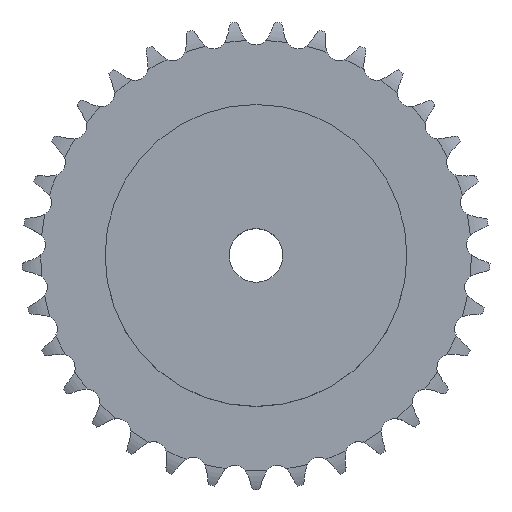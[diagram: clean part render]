
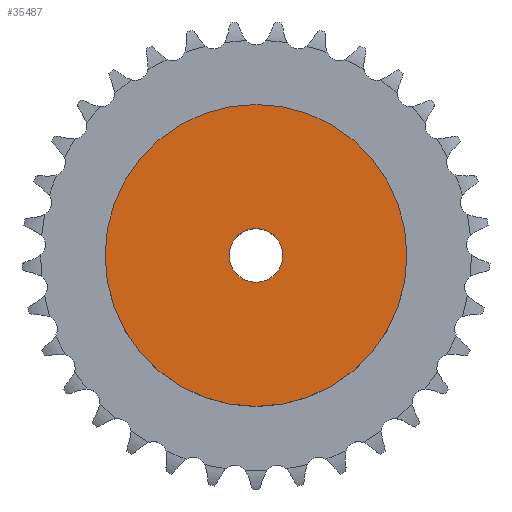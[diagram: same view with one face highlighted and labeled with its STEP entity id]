
A CAD part, top view. The second image highlights one B-rep face of the part: STEP entity #35487.
In plain terms, the highlighted planar face has unit normal (0, 0, 1).
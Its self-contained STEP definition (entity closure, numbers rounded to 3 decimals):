
#4197 = CYLINDRICAL_SURFACE('',#4198,45.);
#4198 = AXIS2_PLACEMENT_3D('',#4199,#4200,#4201);
#4199 = CARTESIAN_POINT('',(0.,0.,0.));
#4200 = DIRECTION('',(-0.,-0.,-1.));
#4201 = DIRECTION('',(1.,0.,0.));
#22252 = VERTEX_POINT('',#22253);
#22253 = CARTESIAN_POINT('',(45.,0.,30.));
#22274 = EDGE_CURVE('',#22252,#22252,#22275,.T.);
#22275 = SURFACE_CURVE('',#22276,(#22281,#22288),.PCURVE_S1.);
#22276 = CIRCLE('',#22277,45.);
#22277 = AXIS2_PLACEMENT_3D('',#22278,#22279,#22280);
#22278 = CARTESIAN_POINT('',(0.,0.,30.));
#22279 = DIRECTION('',(0.,0.,1.));
#22280 = DIRECTION('',(1.,0.,0.));
#22281 = PCURVE('',#4197,#22282);
#22282 = DEFINITIONAL_REPRESENTATION('',(#22283),#22287);
#22283 = LINE('',#22284,#22285);
#22284 = CARTESIAN_POINT('',(-0.,-30.));
#22285 = VECTOR('',#22286,1.);
#22286 = DIRECTION('',(-1.,0.));
#22287 = ( GEOMETRIC_REPRESENTATION_CONTEXT(2) 
PARAMETRIC_REPRESENTATION_CONTEXT() REPRESENTATION_CONTEXT('2D SPACE',''
  ) );
#22288 = PCURVE('',#22289,#22294);
#22289 = PLANE('',#22290);
#22290 = AXIS2_PLACEMENT_3D('',#22291,#22292,#22293);
#22291 = CARTESIAN_POINT('',(0.,0.,30.)
  );
#22292 = DIRECTION('',(0.,0.,1.));
#22293 = DIRECTION('',(1.,0.,0.));
#22294 = DEFINITIONAL_REPRESENTATION('',(#22295),#22299);
#22295 = CIRCLE('',#22296,45.);
#22296 = AXIS2_PLACEMENT_2D('',#22297,#22298);
#22297 = CARTESIAN_POINT('',(0.,0.));
#22298 = DIRECTION('',(1.,0.));
#22299 = ( GEOMETRIC_REPRESENTATION_CONTEXT(2) 
PARAMETRIC_REPRESENTATION_CONTEXT() REPRESENTATION_CONTEXT('2D SPACE',''
  ) );
#30068 = CYLINDRICAL_SURFACE('',#30069,8.);
#30069 = AXIS2_PLACEMENT_3D('',#30070,#30071,#30072);
#30070 = CARTESIAN_POINT('',(0.,0.,211.973));
#30071 = DIRECTION('',(0.,0.,1.));
#30072 = DIRECTION('',(1.,0.,0.));
#35487 = ADVANCED_FACE('',(#35488,#35491),#22289,.T.);
#35488 = FACE_BOUND('',#35489,.T.);
#35489 = EDGE_LOOP('',(#35490));
#35490 = ORIENTED_EDGE('',*,*,#22274,.T.);
#35491 = FACE_BOUND('',#35492,.T.);
#35492 = EDGE_LOOP('',(#35493));
#35493 = ORIENTED_EDGE('',*,*,#35494,.F.);
#35494 = EDGE_CURVE('',#35495,#35495,#35497,.T.);
#35495 = VERTEX_POINT('',#35496);
#35496 = CARTESIAN_POINT('',(8.,0.,30.));
#35497 = SURFACE_CURVE('',#35498,(#35503,#35510),.PCURVE_S1.);
#35498 = CIRCLE('',#35499,8.);
#35499 = AXIS2_PLACEMENT_3D('',#35500,#35501,#35502);
#35500 = CARTESIAN_POINT('',(0.,0.,30.));
#35501 = DIRECTION('',(0.,0.,1.));
#35502 = DIRECTION('',(1.,0.,0.));
#35503 = PCURVE('',#22289,#35504);
#35504 = DEFINITIONAL_REPRESENTATION('',(#35505),#35509);
#35505 = CIRCLE('',#35506,8.);
#35506 = AXIS2_PLACEMENT_2D('',#35507,#35508);
#35507 = CARTESIAN_POINT('',(0.,0.));
#35508 = DIRECTION('',(1.,0.));
#35509 = ( GEOMETRIC_REPRESENTATION_CONTEXT(2) 
PARAMETRIC_REPRESENTATION_CONTEXT() REPRESENTATION_CONTEXT('2D SPACE',''
  ) );
#35510 = PCURVE('',#30068,#35511);
#35511 = DEFINITIONAL_REPRESENTATION('',(#35512),#35516);
#35512 = LINE('',#35513,#35514);
#35513 = CARTESIAN_POINT('',(0.,-181.973));
#35514 = VECTOR('',#35515,1.);
#35515 = DIRECTION('',(1.,0.));
#35516 = ( GEOMETRIC_REPRESENTATION_CONTEXT(2) 
PARAMETRIC_REPRESENTATION_CONTEXT() REPRESENTATION_CONTEXT('2D SPACE',''
  ) );
